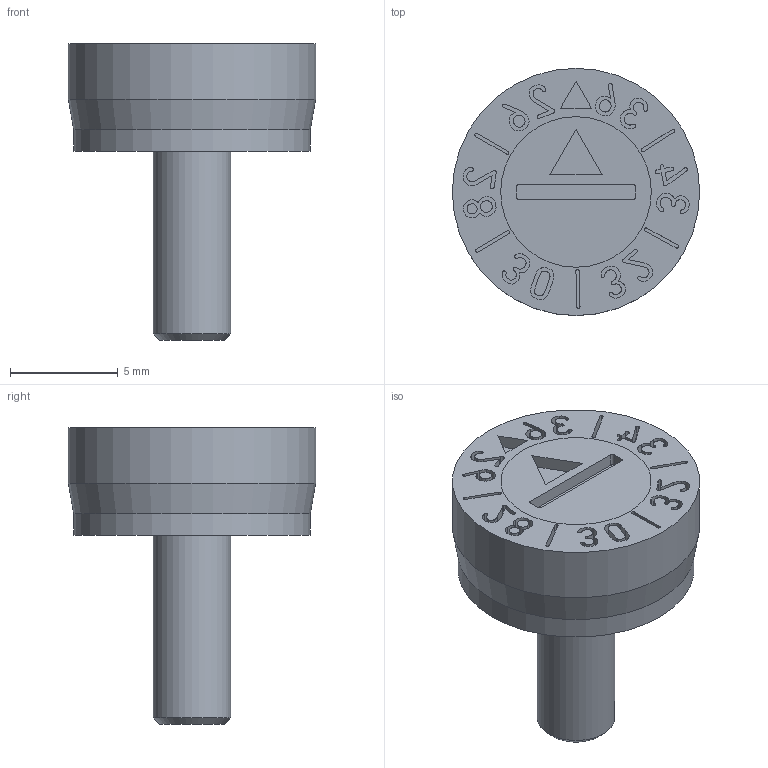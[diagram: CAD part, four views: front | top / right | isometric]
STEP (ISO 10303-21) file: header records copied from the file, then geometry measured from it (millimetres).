
FILE_DESCRIPTION(/* description */ (''),/* implementation_level */ '2;1');
FILE_NAME(/* name */ 'Dati-93900_FCC$16$Jahr+10.stp',/* time_stamp */ '2025-09-16T17:21:15+02:00',/* author */ ('olafg'),/* organization */ (''),/* preprocessor_version */ 'ST-DEVELOPER v20',/* originating_system */ 'Autodesk Inventor 2024',/* authorisation */ '');
FILE_SCHEMA (('AUTOMOTIVE_DESIGN { 1 0 10303 214 3 1 1 }'));
Length unit declared in the file: millimetre
Products named in the file (3): Zusammenbau FC9016; Gehäusering 16; Stelleinsatz 9016
Assembly tree (2 placements, depth 2):
  Zusammenbau FC9016
    Gehäusering 16
    Stelleinsatz 9016
Bounding box: 11.5 x 11.5 x 13.8 mm (x, y, z)
Volume: 582 mm3; surface area: 794.2 mm2
Topology: 2 solids, 2 shells, 351 faces, 953 edges, 635 vertices
Faces by surface type: bspline 210, plane 129, cylinder 10, cone 2
Full cylindrical faces by diameter (mm): 3.6 x2, 7 x2, 11 x1, 11.5 x1
Entity records: 12289 total; most frequent: CARTESIAN_POINT 4750, ORIENTED_EDGE 1906, EDGE_CURVE 953, DIRECTION 848, VERTEX_POINT 635, LINE 510, VECTOR 510, B_SPLINE_CURVE_WITH_KNOTS 420
